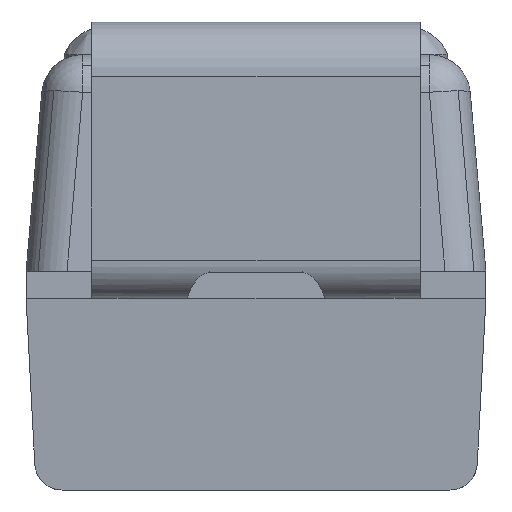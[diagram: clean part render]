
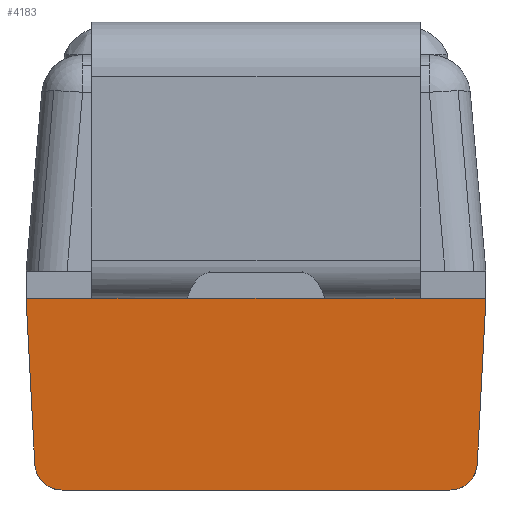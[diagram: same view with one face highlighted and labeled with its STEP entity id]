
A CAD part, front view. The second image highlights one B-rep face of the part: STEP entity #4183.
In plain terms, the highlighted planar face has unit normal (0, -0.999, -0.052).
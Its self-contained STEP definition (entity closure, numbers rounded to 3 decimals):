
#68 = VERTEX_POINT ( 'NONE', #1852 ) ;
#108 = CARTESIAN_POINT ( 'NONE',  ( -1.413, 6.409, -0.655 ) ) ;
#121 = DIRECTION ( 'NONE',  ( 1., 0., 0. ) ) ;
#133 = VECTOR ( 'NONE', #1126, 1000. ) ;
#163 = VERTEX_POINT ( 'NONE', #204 ) ;
#204 = CARTESIAN_POINT ( 'NONE',  ( -1.394, 6.41, -0.673 ) ) ;
#240 = CARTESIAN_POINT ( 'NONE',  ( -1.375, 6.411, -0.69 ) ) ;
#291 = EDGE_CURVE ( 'NONE', #519, #761, #2918, .T. ) ;
#309 = EDGE_CURVE ( 'NONE', #68, #3779, #1519, .T. ) ;
#317 = EDGE_LOOP ( 'NONE', ( #579, #3321, #1180, #2917, #2131, #675, #3744, #643, #3613, #870, #3383, #626 ) ) ;
#333 = PLANE ( 'NONE',  #4102 ) ;
#354 = CARTESIAN_POINT ( 'NONE',  ( -0.866, 6.375, 0. ) ) ;
#358 = LINE ( 'NONE', #3962, #2012 ) ;
#388 = CARTESIAN_POINT ( 'NONE',  ( -1.394, 6.41, -0.673 ) ) ;
#398 = CARTESIAN_POINT ( 'NONE',  ( -0.197, 6.375, 0. ) ) ;
#414 = VECTOR ( 'NONE', #2126, 1000. ) ;
#519 = VERTEX_POINT ( 'NONE', #3738 ) ;
#579 = ORIENTED_EDGE ( 'NONE', *, *, #2766, .F. ) ;
#605 = CARTESIAN_POINT ( 'NONE',  ( -1.456, 6.375, 0. ) ) ;
#626 = ORIENTED_EDGE ( 'NONE', *, *, #3984, .F. ) ;
#643 = ORIENTED_EDGE ( 'NONE', *, *, #2572, .T. ) ;
#675 = ORIENTED_EDGE ( 'NONE', *, *, #3812, .F. ) ;
#748 = CARTESIAN_POINT ( 'NONE',  ( 0.161, 6.41, -0.673 ) ) ;
#761 = VERTEX_POINT ( 'NONE', #2886 ) ;
#767 =( BOUNDED_CURVE ( )  B_SPLINE_CURVE ( 3, ( #3016, #3350, #1377, #748 ),
 .UNSPECIFIED., .F., .F. ) 
 B_SPLINE_CURVE_WITH_KNOTS ( ( 4, 4 ),
 ( 4.765, 5.524 ),
 .UNSPECIFIED. ) 
 CURVE ( )  GEOMETRIC_REPRESENTATION_ITEM ( )  RATIONAL_B_SPLINE_CURVE ( ( 1., 0.953, 0.953, 1. ) ) 
 REPRESENTATION_ITEM ( '' )  );
#813 = CARTESIAN_POINT ( 'NONE',  ( -0.197, 6.375, 0. ) ) ;
#827 = VERTEX_POINT ( 'NONE', #1732 ) ;
#870 = ORIENTED_EDGE ( 'NONE', *, *, #2984, .F. ) ;
#1126 = DIRECTION ( 'NONE',  ( 1., 0., 0. ) ) ;
#1180 = ORIENTED_EDGE ( 'NONE', *, *, #1543, .F. ) ;
#1300 = VERTEX_POINT ( 'NONE', #3635 ) ;
#1320 = CARTESIAN_POINT ( 'NONE',  ( 0.118, 6.412, -0.7 ) ) ;
#1370 = CARTESIAN_POINT ( 'NONE',  ( 0.161, 6.41, -0.673 ) ) ;
#1371 =( BOUNDED_CURVE ( )  B_SPLINE_CURVE ( 3, ( #388, #108, #2771, #3400 ),
 .UNSPECIFIED., .F., .F. ) 
 B_SPLINE_CURVE_WITH_KNOTS ( ( 4, 4 ),
 ( 0.759, 1.518 ),
 .UNSPECIFIED. ) 
 CURVE ( )  GEOMETRIC_REPRESENTATION_ITEM ( )  RATIONAL_B_SPLINE_CURVE ( ( 1., 0.953, 0.953, 1. ) ) 
 REPRESENTATION_ITEM ( '' )  );
#1377 = CARTESIAN_POINT ( 'NONE',  ( 0.18, 6.409, -0.655 ) ) ;
#1519 = LINE ( 'NONE', #3006, #2664 ) ;
#1543 = EDGE_CURVE ( 'NONE', #827, #68, #2602, .T. ) ;
#1575 = VERTEX_POINT ( 'NONE', #3833 ) ;
#1643 = DIRECTION ( 'NONE',  ( 1., 0., 0. ) ) ;
#1657 = CARTESIAN_POINT ( 'NONE',  ( -1.456, 6.412, -0.7 ) ) ;
#1732 = CARTESIAN_POINT ( 'NONE',  ( -0.017, 6.375, 0. ) ) ;
#1816 = VERTEX_POINT ( 'NONE', #1370 ) ;
#1852 = CARTESIAN_POINT ( 'NONE',  ( 0.224, 6.375, 0. ) ) ;
#1894 = CARTESIAN_POINT ( 'NONE',  ( -1.351, 6.412, -0.7 ) ) ;
#1942 = EDGE_CURVE ( 'NONE', #2279, #827, #4194, .T. ) ;
#1971 = DIRECTION ( 'NONE',  ( -0.052, 0.052, -0.997 ) ) ;
#2012 = VECTOR ( 'NONE', #1643, 1000. ) ;
#2031 = EDGE_CURVE ( 'NONE', #2779, #2279, #3946, .T. ) ;
#2096 = DIRECTION ( 'NONE',  ( 1., 0., 0. ) ) ;
#2126 = DIRECTION ( 'NONE',  ( 0.052, 0.052, -0.997 ) ) ;
#2131 = ORIENTED_EDGE ( 'NONE', *, *, #2031, .F. ) ;
#2279 = VERTEX_POINT ( 'NONE', #4215 ) ;
#2442 = LINE ( 'NONE', #2777, #414 ) ;
#2572 = EDGE_CURVE ( 'NONE', #4253, #1575, #2442, .T. ) ;
#2602 = LINE ( 'NONE', #3527, #3120 ) ;
#2624 = DIRECTION ( 'NONE',  ( 1., 0., 0. ) ) ;
#2631 = DIRECTION ( 'NONE',  ( 0., -0.999, -0.052 ) ) ;
#2633 = EDGE_CURVE ( 'NONE', #4253, #1300, #358, .T. ) ;
#2664 = VECTOR ( 'NONE', #1971, 1000. ) ;
#2766 = EDGE_CURVE ( 'NONE', #3779, #1816, #767, .T. ) ;
#2771 = CARTESIAN_POINT ( 'NONE',  ( -1.423, 6.408, -0.631 ) ) ;
#2777 = CARTESIAN_POINT ( 'NONE',  ( -1.452, 6.379, -0.081 ) ) ;
#2779 = VERTEX_POINT ( 'NONE', #354 ) ;
#2879 =( BOUNDED_CURVE ( )  B_SPLINE_CURVE ( 3, ( #4180, #1894, #240, #3547 ),
 .UNSPECIFIED., .F., .F. ) 
 B_SPLINE_CURVE_WITH_KNOTS ( ( 4, 4 ),
 ( 0., 0.759 ),
 .UNSPECIFIED. ) 
 CURVE ( )  GEOMETRIC_REPRESENTATION_ITEM ( )  RATIONAL_B_SPLINE_CURVE ( ( 1., 0.953, 0.953, 1. ) ) 
 REPRESENTATION_ITEM ( '' )  );
#2886 = CARTESIAN_POINT ( 'NONE',  ( 0.092, 6.412, -0.7 ) ) ;
#2898 = DIRECTION ( 'NONE',  ( 1., 0., 0. ) ) ;
#2917 = ORIENTED_EDGE ( 'NONE', *, *, #1942, .F. ) ;
#2918 = LINE ( 'NONE', #1657, #3794 ) ;
#2966 = CARTESIAN_POINT ( 'NONE',  ( 0.161, 6.41, -0.673 ) ) ;
#2984 = EDGE_CURVE ( 'NONE', #519, #163, #2879, .T. ) ;
#3006 = CARTESIAN_POINT ( 'NONE',  ( 0.221, 6.377, -0.044 ) ) ;
#3016 = CARTESIAN_POINT ( 'NONE',  ( 0.192, 6.407, -0.605 ) ) ;
#3091 = CARTESIAN_POINT ( 'NONE',  ( -1.456, 6.375, 0. ) ) ;
#3120 = VECTOR ( 'NONE', #2898, 1000. ) ;
#3269 = DIRECTION ( 'NONE',  ( 0., 0.052, -0.999 ) ) ;
#3321 = ORIENTED_EDGE ( 'NONE', *, *, #309, .F. ) ;
#3350 = CARTESIAN_POINT ( 'NONE',  ( 0.19, 6.408, -0.631 ) ) ;
#3383 = ORIENTED_EDGE ( 'NONE', *, *, #291, .T. ) ;
#3400 = CARTESIAN_POINT ( 'NONE',  ( -1.425, 6.407, -0.605 ) ) ;
#3474 = VECTOR ( 'NONE', #2096, 1000. ) ;
#3522 = VECTOR ( 'NONE', #121, 1000. ) ;
#3527 = CARTESIAN_POINT ( 'NONE',  ( -1.456, 6.375, 0. ) ) ;
#3547 = CARTESIAN_POINT ( 'NONE',  ( -1.394, 6.41, -0.673 ) ) ;
#3608 = CARTESIAN_POINT ( 'NONE',  ( 0.092, 6.412, -0.7 ) ) ;
#3613 = ORIENTED_EDGE ( 'NONE', *, *, #3724, .F. ) ;
#3635 = CARTESIAN_POINT ( 'NONE',  ( -1.216, 6.375, 0. ) ) ;
#3716 = LINE ( 'NONE', #398, #133 ) ;
#3724 = EDGE_CURVE ( 'NONE', #163, #1575, #1371, .T. ) ;
#3738 = CARTESIAN_POINT ( 'NONE',  ( -1.325, 6.412, -0.7 ) ) ;
#3744 = ORIENTED_EDGE ( 'NONE', *, *, #2633, .F. ) ;
#3779 = VERTEX_POINT ( 'NONE', #4064 ) ;
#3794 = VECTOR ( 'NONE', #2624, 1000. ) ;
#3812 = EDGE_CURVE ( 'NONE', #1300, #2779, #3716, .T. ) ;
#3833 = CARTESIAN_POINT ( 'NONE',  ( -1.425, 6.407, -0.605 ) ) ;
#3946 = LINE ( 'NONE', #4042, #3522 ) ;
#3962 = CARTESIAN_POINT ( 'NONE',  ( -1.456, 6.375, 0. ) ) ;
#3984 = EDGE_CURVE ( 'NONE', #1816, #761, #4118, .T. ) ;
#4042 = CARTESIAN_POINT ( 'NONE',  ( -1.456, 6.375, 0. ) ) ;
#4064 = CARTESIAN_POINT ( 'NONE',  ( 0.192, 6.407, -0.605 ) ) ;
#4102 = AXIS2_PLACEMENT_3D ( 'NONE', #605, #2631, #3269 ) ;
#4118 =( BOUNDED_CURVE ( )  B_SPLINE_CURVE ( 3, ( #2966, #4274, #1320, #3608 ),
 .UNSPECIFIED., .F., .F. ) 
 B_SPLINE_CURVE_WITH_KNOTS ( ( 4, 4 ),
 ( 5.524, 6.283 ),
 .UNSPECIFIED. ) 
 CURVE ( )  GEOMETRIC_REPRESENTATION_ITEM ( )  RATIONAL_B_SPLINE_CURVE ( ( 1., 0.953, 0.953, 1. ) ) 
 REPRESENTATION_ITEM ( '' )  );
#4180 = CARTESIAN_POINT ( 'NONE',  ( -1.325, 6.412, -0.7 ) ) ;
#4183 = ADVANCED_FACE ( 'NONE', ( #4276 ), #333, .T. ) ;
#4194 = LINE ( 'NONE', #813, #3474 ) ;
#4215 = CARTESIAN_POINT ( 'NONE',  ( -0.366, 6.375, 0. ) ) ;
#4253 = VERTEX_POINT ( 'NONE', #3091 ) ;
#4274 = CARTESIAN_POINT ( 'NONE',  ( 0.142, 6.411, -0.69 ) ) ;
#4276 = FACE_OUTER_BOUND ( 'NONE', #317, .T. ) ;
